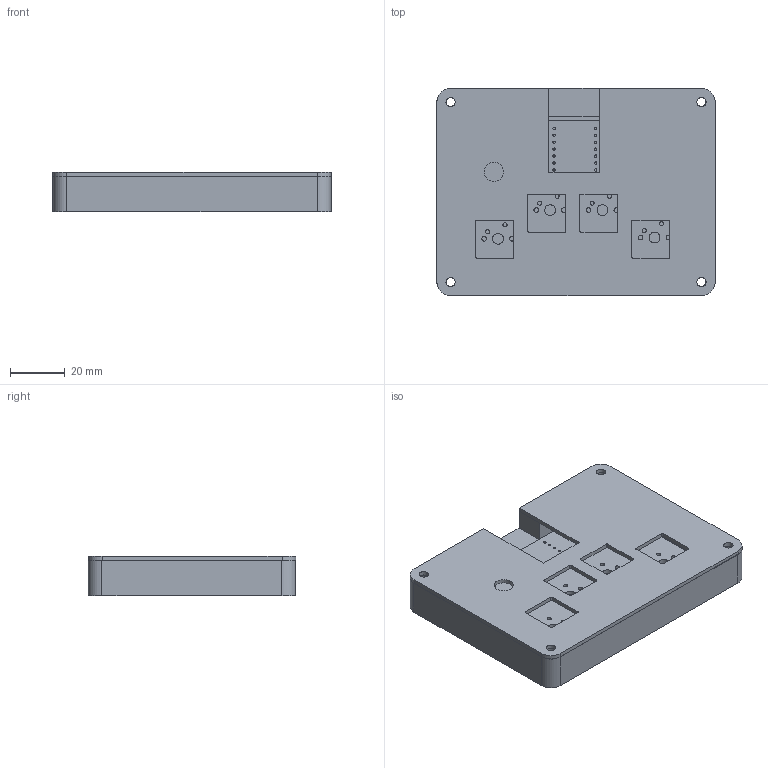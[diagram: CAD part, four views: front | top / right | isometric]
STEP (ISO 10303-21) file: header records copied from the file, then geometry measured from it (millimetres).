
FILE_DESCRIPTION(/* description */ ('KiCad electronic assembly'),/* implementation_level */ '2;1');
FILE_NAME(/* name */ 'DOPE.step',/* time_stamp */ '2025-11-30T15:26:43+05:00',/* author */ (''),/* organization */ (''),/* preprocessor_version */ 'ST-DEVELOPER v20.1',/* originating_system */ 'Autodesk Translation Framework v14.21.0.0',/* authorisation */ '');
FILE_SCHEMA (('AUTOMOTIVE_DESIGN { 1 0 10303 214 3 1 1 }'));
Products named in the file (5): example 1; example_PCB; TOP; DOPE^^; DOPE^^_1
Assembly tree (4 placements, depth 3):
  example 1
    example_PCB
    TOP
    DOPE^^
      DOPE^^_1
Bounding box: 102.02 x 76.06 x 14.5 mm (x, y, z)
Volume: 68324.3 mm3; surface area: 46122.4 mm2
Topology: 3 solids, 3 shells, 1419 faces, 4197 edges, 2798 vertices
Faces by surface type: bspline 818, plane 521, cylinder 80
Full cylindrical faces by diameter (mm): 0.889 x14, 1 x5, 1.5 x8, 1.7 x8, 3.4 x8, 4 x4, 6 x4, 7 x1
Entity records: 55147 total; most frequent: CARTESIAN_POINT 22481, ORIENTED_EDGE 8394, EDGE_CURVE 4197, DIRECTION 3903, VERTEX_POINT 2798, LINE 2363, VECTOR 2363, B_SPLINE_CURVE_WITH_KNOTS 1674
